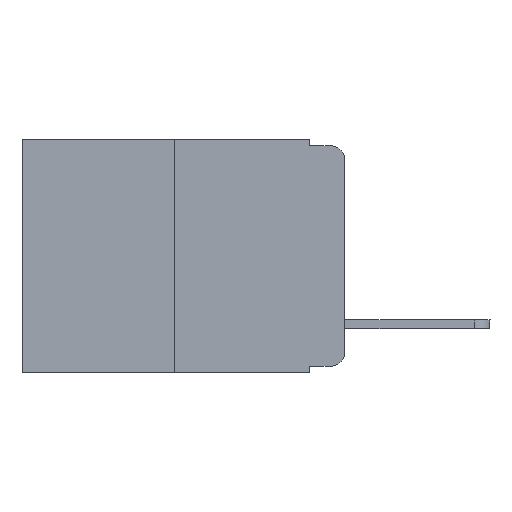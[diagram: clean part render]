
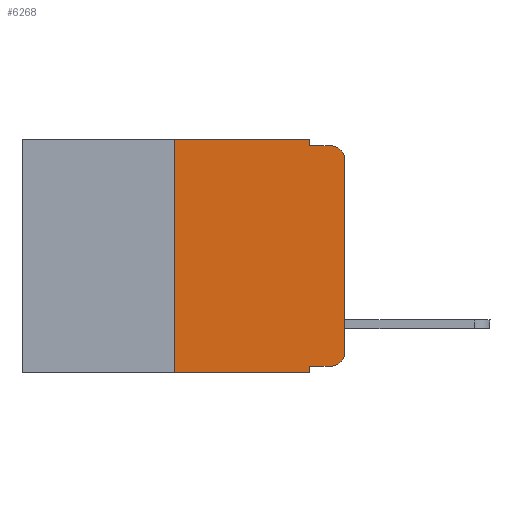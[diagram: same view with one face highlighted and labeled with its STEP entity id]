
A CAD part, left-side view. The second image highlights one B-rep face of the part: STEP entity #6268.
In plain terms, the highlighted planar face has unit normal (-1, 0, 0).
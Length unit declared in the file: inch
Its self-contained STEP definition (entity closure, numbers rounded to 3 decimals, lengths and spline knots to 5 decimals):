
#140 = VERTEX_POINT ( 'NONE', #8074 ) ;
#166 = VECTOR ( 'NONE', #9753, 39.37008 ) ;
#378 = CARTESIAN_POINT ( 'NONE',  ( 0., 0., -0.03 ) ) ;
#392 = CARTESIAN_POINT ( 'NONE',  ( 0., 0.02, -0.03 ) ) ;
#514 = VECTOR ( 'NONE', #6155, 39.37008 ) ;
#525 = CIRCLE ( 'NONE', #8434, 0.02 ) ;
#562 = ORIENTED_EDGE ( 'NONE', *, *, #9511, .T. ) ;
#674 = EDGE_CURVE ( 'NONE', #2311, #12458, #3761, .T. ) ;
#892 = AXIS2_PLACEMENT_3D ( 'NONE', #6140, #1302, #8971 ) ;
#1045 = ORIENTED_EDGE ( 'NONE', *, *, #3714, .F. ) ;
#1302 = DIRECTION ( 'NONE',  ( -1., 0., 0. ) ) ;
#1347 = ORIENTED_EDGE ( 'NONE', *, *, #6344, .F. ) ;
#1511 = VERTEX_POINT ( 'NONE', #11380 ) ;
#1534 = CARTESIAN_POINT ( 'NONE',  ( 0., 0.051, -0.01 ) ) ;
#1703 = DIRECTION ( 'NONE',  ( 0., -1., 0. ) ) ;
#1764 = VECTOR ( 'NONE', #7919, 39.37008 ) ;
#1772 = PLANE ( 'NONE',  #12069 ) ;
#1839 = DIRECTION ( 'NONE',  ( 0., -1., 0. ) ) ;
#1895 = CIRCLE ( 'NONE', #892, 0.02 ) ;
#2311 = VERTEX_POINT ( 'NONE', #1534 ) ;
#2450 = DIRECTION ( 'NONE',  ( 0., 0., 1. ) ) ;
#2558 = ORIENTED_EDGE ( 'NONE', *, *, #5110, .T. ) ;
#2704 = ORIENTED_EDGE ( 'NONE', *, *, #4336, .F. ) ;
#2967 = DIRECTION ( 'NONE',  ( -1., 0., 0. ) ) ;
#2984 = DIRECTION ( 'NONE',  ( 0., 0., -1. ) ) ;
#3093 = LINE ( 'NONE', #10862, #166 ) ;
#3273 = LINE ( 'NONE', #5237, #11223 ) ;
#3714 = EDGE_CURVE ( 'NONE', #11438, #2311, #3273, .T. ) ;
#3761 = LINE ( 'NONE', #11456, #10151 ) ;
#3821 = CARTESIAN_POINT ( 'NONE',  ( 0., 0.051, 0. ) ) ;
#3883 = LINE ( 'NONE', #7860, #514 ) ;
#4186 = ORIENTED_EDGE ( 'NONE', *, *, #674, .F. ) ;
#4281 = DIRECTION ( 'NONE',  ( 0., 0., -1. ) ) ;
#4336 = EDGE_CURVE ( 'NONE', #4789, #140, #5704, .T. ) ;
#4346 = EDGE_CURVE ( 'NONE', #1511, #11438, #3883, .T. ) ;
#4653 = VERTEX_POINT ( 'NONE', #5693 ) ;
#4789 = VERTEX_POINT ( 'NONE', #8537 ) ;
#4847 = VECTOR ( 'NONE', #1703, 39.37008 ) ;
#4964 = EDGE_CURVE ( 'NONE', #11028, #8244, #1895, .T. ) ;
#5110 = EDGE_CURVE ( 'NONE', #8244, #5854, #8283, .T. ) ;
#5237 = CARTESIAN_POINT ( 'NONE',  ( 0., 0.051, 0. ) ) ;
#5556 = EDGE_CURVE ( 'NONE', #5854, #12458, #525, .T. ) ;
#5593 = DIRECTION ( 'NONE',  ( 0., 0., -1. ) ) ;
#5693 = CARTESIAN_POINT ( 'NONE',  ( 0., 0.25, -0.343 ) ) ;
#5704 = LINE ( 'NONE', #3821, #11436 ) ;
#5775 = CARTESIAN_POINT ( 'NONE',  ( 0., 0.473, 0. ) ) ;
#5854 = VERTEX_POINT ( 'NONE', #378 ) ;
#5964 = CARTESIAN_POINT ( 'NONE',  ( 0., 0.02, -0.333 ) ) ;
#6140 = CARTESIAN_POINT ( 'NONE',  ( 0., 0.02, -0.313 ) ) ;
#6155 = DIRECTION ( 'NONE',  ( 0., -1., 0. ) ) ;
#6158 = LINE ( 'NONE', #8928, #1764 ) ;
#6268 = ADVANCED_FACE ( 'NONE', ( #6658 ), #1772, .F. ) ;
#6344 = EDGE_CURVE ( 'NONE', #4653, #1511, #6158, .T. ) ;
#6658 = FACE_OUTER_BOUND ( 'NONE', #11964, .T. ) ;
#6719 = DIRECTION ( 'NONE',  ( 0., 0., -1. ) ) ;
#6764 = CARTESIAN_POINT ( 'NONE',  ( 0., 0.051, 0. ) ) ;
#7134 = EDGE_CURVE ( 'NONE', #4789, #11028, #3093, .T. ) ;
#7261 = ORIENTED_EDGE ( 'NONE', *, *, #5556, .T. ) ;
#7474 = CARTESIAN_POINT ( 'NONE',  ( 0., 0.473, -0.343 ) ) ;
#7599 = ORIENTED_EDGE ( 'NONE', *, *, #4964, .T. ) ;
#7860 = CARTESIAN_POINT ( 'NONE',  ( 0., 0.473, 0. ) ) ;
#7919 = DIRECTION ( 'NONE',  ( 0., 0., 1. ) ) ;
#8074 = CARTESIAN_POINT ( 'NONE',  ( 0., 0.051, -0.343 ) ) ;
#8244 = VERTEX_POINT ( 'NONE', #8567 ) ;
#8283 = LINE ( 'NONE', #11052, #9182 ) ;
#8421 = LINE ( 'NONE', #7474, #4847 ) ;
#8434 = AXIS2_PLACEMENT_3D ( 'NONE', #392, #2967, #4281 ) ;
#8537 = CARTESIAN_POINT ( 'NONE',  ( 0., 0.051, -0.333 ) ) ;
#8567 = CARTESIAN_POINT ( 'NONE',  ( 0., 0., -0.313 ) ) ;
#8928 = CARTESIAN_POINT ( 'NONE',  ( 0., 0.25, 0. ) ) ;
#8971 = DIRECTION ( 'NONE',  ( 0., 0., -1. ) ) ;
#9182 = VECTOR ( 'NONE', #2450, 39.37008 ) ;
#9229 = CARTESIAN_POINT ( 'NONE',  ( 0., 0.02, -0.01 ) ) ;
#9301 = ORIENTED_EDGE ( 'NONE', *, *, #4346, .F. ) ;
#9511 = EDGE_CURVE ( 'NONE', #4653, #140, #8421, .T. ) ;
#9753 = DIRECTION ( 'NONE',  ( 0., -1., 0. ) ) ;
#10151 = VECTOR ( 'NONE', #1839, 39.37008 ) ;
#10862 = CARTESIAN_POINT ( 'NONE',  ( 0., 0.051, -0.333 ) ) ;
#11028 = VERTEX_POINT ( 'NONE', #5964 ) ;
#11052 = CARTESIAN_POINT ( 'NONE',  ( 0., 0., 0. ) ) ;
#11223 = VECTOR ( 'NONE', #5593, 39.37008 ) ;
#11380 = CARTESIAN_POINT ( 'NONE',  ( 0., 0.25, 0. ) ) ;
#11436 = VECTOR ( 'NONE', #6719, 39.37008 ) ;
#11438 = VERTEX_POINT ( 'NONE', #6764 ) ;
#11456 = CARTESIAN_POINT ( 'NONE',  ( 0., 0.051, -0.01 ) ) ;
#11652 = DIRECTION ( 'NONE',  ( 1., 0., 0. ) ) ;
#11964 = EDGE_LOOP ( 'NONE', ( #2558, #7261, #4186, #1045, #9301, #1347, #562, #2704, #12176, #7599 ) ) ;
#12069 = AXIS2_PLACEMENT_3D ( 'NONE', #5775, #11652, #2984 ) ;
#12176 = ORIENTED_EDGE ( 'NONE', *, *, #7134, .T. ) ;
#12458 = VERTEX_POINT ( 'NONE', #9229 ) ;
